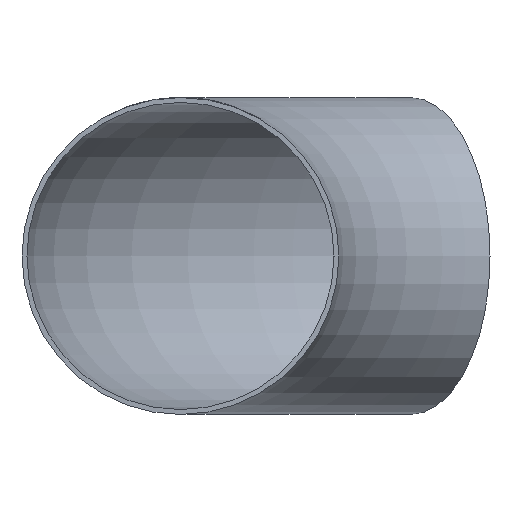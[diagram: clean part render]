
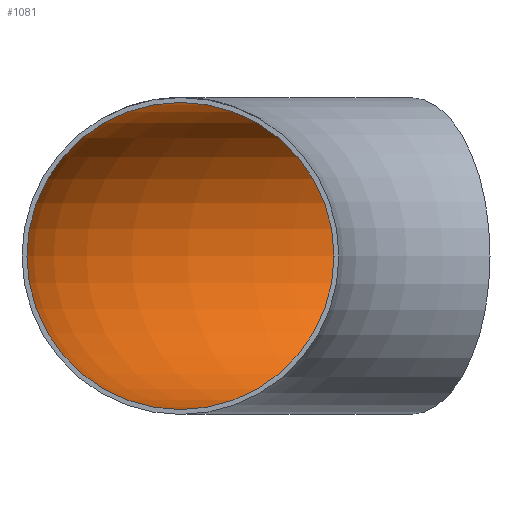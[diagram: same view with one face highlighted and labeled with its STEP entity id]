
A CAD part, front view. The second image highlights one B-rep face of the part: STEP entity #1081.
In plain terms, the highlighted toroidal (fillet/blend) face has major radius 187.5 mm and minor radius 62.5 mm.
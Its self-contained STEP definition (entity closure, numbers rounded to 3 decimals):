
#247 = DIRECTION ( 'NONE',  ( 0., 0., -1. ) ) ;
#301 = EDGE_CURVE ( 'NONE', #8344, #8344, #20810, .T. ) ;
#887 = CARTESIAN_POINT ( 'NONE',  ( -125., 216.506, 0. ) ) ;
#1081 = ADVANCED_FACE ( 'NONE', ( #21895, #15805 ), #14371, .F. ) ;
#6187 = DIRECTION ( 'NONE',  ( -1., 0., 0. ) ) ;
#6278 = AXIS2_PLACEMENT_3D ( 'NONE', #21198, #7611, #19156 ) ;
#7611 = DIRECTION ( 'NONE',  ( 0.866, 0.5, 0. ) ) ;
#8277 = DIRECTION ( 'NONE',  ( 0., 0., 1. ) ) ;
#8334 = CIRCLE ( 'NONE', #10370, 62.5 ) ;
#8344 = VERTEX_POINT ( 'NONE', #887 ) ;
#8604 = VERTEX_POINT ( 'NONE', #23715 ) ;
#9583 = EDGE_CURVE ( 'NONE', #8604, #8604, #8334, .T. ) ;
#10307 = EDGE_LOOP ( 'NONE', ( #16898 ) ) ;
#10370 = AXIS2_PLACEMENT_3D ( 'NONE', #23904, #13870, #8277 ) ;
#11716 = ORIENTED_EDGE ( 'NONE', *, *, #9583, .F. ) ;
#12115 = CARTESIAN_POINT ( 'NONE',  ( 0., 0., 0. ) ) ;
#13870 = DIRECTION ( 'NONE',  ( 0., 1., 0. ) ) ;
#14371 = TOROIDAL_SURFACE ( 'NONE', #23300, 187.5, 62.5 ) ;
#15805 = FACE_OUTER_BOUND ( 'NONE', #21216, .T. ) ;
#16898 = ORIENTED_EDGE ( 'NONE', *, *, #301, .T. ) ;
#19156 = DIRECTION ( 'NONE',  ( -0.5, 0.866, 0. ) ) ;
#20810 = CIRCLE ( 'NONE', #6278, 62.5 ) ;
#21198 = CARTESIAN_POINT ( 'NONE',  ( -93.75, 162.38, 0. ) ) ;
#21216 = EDGE_LOOP ( 'NONE', ( #11716 ) ) ;
#21895 = FACE_OUTER_BOUND ( 'NONE', #10307, .T. ) ;
#23300 = AXIS2_PLACEMENT_3D ( 'NONE', #12115, #247, #6187 ) ;
#23715 = CARTESIAN_POINT ( 'NONE',  ( -187.5, 0., 62.5 ) ) ;
#23904 = CARTESIAN_POINT ( 'NONE',  ( -187.5, 0., 0. ) ) ;
